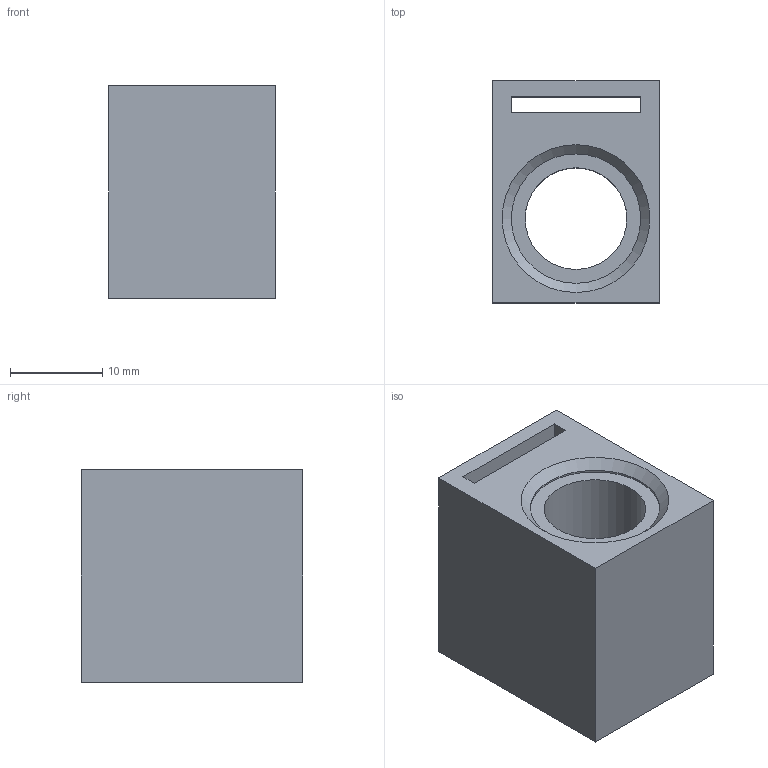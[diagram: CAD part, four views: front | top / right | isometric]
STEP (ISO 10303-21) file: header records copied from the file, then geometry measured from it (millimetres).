
FILE_DESCRIPTION(/* description */ ('STEP AP242','CAx-IF Rec.Pracs.---Representation and Presentation of Product Manufacturing Information (PMI)---4.0---2014-10-13','CAx-IF Rec.Pracs.---3D Tessellated Geometry---0.4---2014-09-14','2;1'),/* implementation_level */ '2;1');
FILE_NAME(/* name */ '64ee6ddc57dbc01c818d17de',/* time_stamp */ '2023-08-29T22:14:52Z',/* author */ (''),/* organization */ (''),/* preprocessor_version */ 'ST-DEVELOPER v19.4',/* originating_system */ ' ',/* authorisation */ ' ');
FILE_SCHEMA (('AP242_MANAGED_MODEL_BASED_3D_ENGINEERING_MIM_LF { 1 0 10303 442 1 1 4 }'));
Length unit declared in the file: metre
Products named in the file (1): Part 1
Bounding box: 18 x 24 x 23 mm (x, y, z)
Volume: 7109.1 mm3; surface area: 4062.2 mm2
Topology: 1 solids, 1 shells, 14 faces, 32 edges, 21 vertices
Faces by surface type: plane 11, cylinder 2, cone 1
Full cylindrical faces by diameter (mm): 11 x1, 14 x1
Entity records: 408 total; most frequent: CARTESIAN_POINT 65, DIRECTION 64, ORIENTED_EDGE 58, EDGE_CURVE 29, LINE 24, VECTOR 24, EDGE_LOOP 22, FACE_BOUND 22
